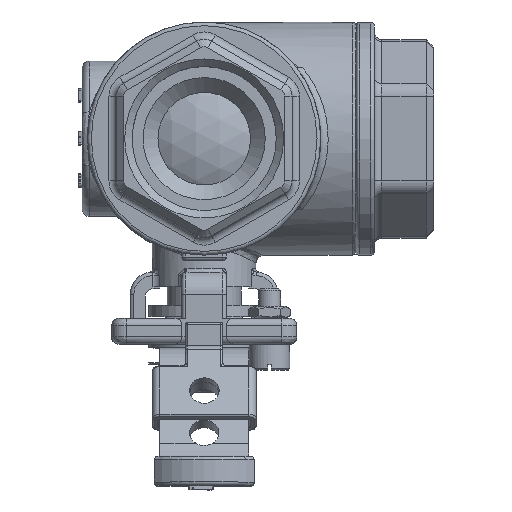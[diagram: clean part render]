
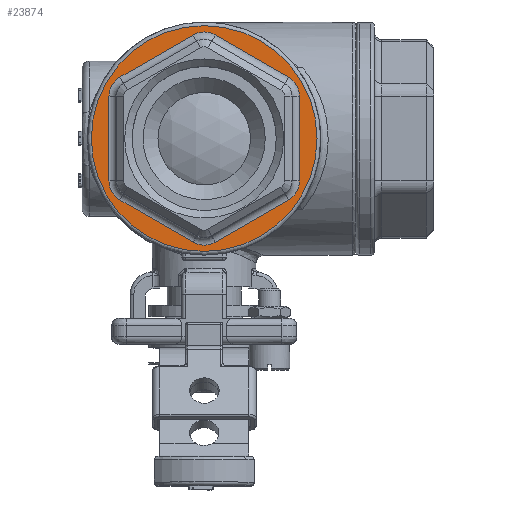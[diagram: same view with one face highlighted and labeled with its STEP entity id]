
A CAD part, top view. The second image highlights one B-rep face of the part: STEP entity #23874.
In plain terms, the highlighted planar face has unit normal (0, 0, 1).
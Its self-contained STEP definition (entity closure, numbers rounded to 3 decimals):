
#3040=LINE('',#44789,#4776);
#3041=LINE('',#44793,#4777);
#3042=LINE('',#44797,#4778);
#3043=LINE('',#44801,#4779);
#3044=LINE('',#44805,#4780);
#3045=LINE('',#44808,#4781);
#4776=VECTOR('',#29471,22.805);
#4777=VECTOR('',#29474,22.805);
#4778=VECTOR('',#29477,22.805);
#4779=VECTOR('',#29480,22.805);
#4780=VECTOR('',#29483,22.805);
#4781=VECTOR('',#29486,22.805);
#5350=FACE_BOUND('',#8543,.T.);
#5871=PLANE('',#25215);
#7084=FACE_OUTER_BOUND('',#8542,.T.);
#8542=EDGE_LOOP('',(#20626));
#8543=EDGE_LOOP('',(#20627,#20628,#20629,#20630,#20631,#20632,#20633,#20634,
#20635,#20636,#20637,#20638));
#9139=CIRCLE('',#25170,30.5);
#9160=CIRCLE('',#25216,6.);
#9161=CIRCLE('',#25217,6.);
#9162=CIRCLE('',#25218,6.);
#9163=CIRCLE('',#25219,6.);
#9164=CIRCLE('',#25220,6.);
#9165=CIRCLE('',#25221,6.);
#11235=VERTEX_POINT('',#44677);
#11268=VERTEX_POINT('',#44785);
#11269=VERTEX_POINT('',#44786);
#11270=VERTEX_POINT('',#44788);
#11271=VERTEX_POINT('',#44790);
#11272=VERTEX_POINT('',#44792);
#11273=VERTEX_POINT('',#44794);
#11274=VERTEX_POINT('',#44796);
#11275=VERTEX_POINT('',#44798);
#11276=VERTEX_POINT('',#44800);
#11277=VERTEX_POINT('',#44802);
#11278=VERTEX_POINT('',#44804);
#11279=VERTEX_POINT('',#44806);
#14371=EDGE_CURVE('',#11235,#11235,#9139,.T.);
#14421=EDGE_CURVE('',#11268,#11269,#9160,.T.);
#14422=EDGE_CURVE('',#11270,#11268,#3040,.T.);
#14423=EDGE_CURVE('',#11271,#11270,#9161,.T.);
#14424=EDGE_CURVE('',#11272,#11271,#3041,.T.);
#14425=EDGE_CURVE('',#11273,#11272,#9162,.T.);
#14426=EDGE_CURVE('',#11274,#11273,#3042,.T.);
#14427=EDGE_CURVE('',#11275,#11274,#9163,.T.);
#14428=EDGE_CURVE('',#11276,#11275,#3043,.T.);
#14429=EDGE_CURVE('',#11277,#11276,#9164,.T.);
#14430=EDGE_CURVE('',#11278,#11277,#3044,.T.);
#14431=EDGE_CURVE('',#11279,#11278,#9165,.T.);
#14432=EDGE_CURVE('',#11269,#11279,#3045,.T.);
#20626=ORIENTED_EDGE('',*,*,#14371,.F.);
#20627=ORIENTED_EDGE('',*,*,#14421,.F.);
#20628=ORIENTED_EDGE('',*,*,#14422,.F.);
#20629=ORIENTED_EDGE('',*,*,#14423,.F.);
#20630=ORIENTED_EDGE('',*,*,#14424,.F.);
#20631=ORIENTED_EDGE('',*,*,#14425,.F.);
#20632=ORIENTED_EDGE('',*,*,#14426,.F.);
#20633=ORIENTED_EDGE('',*,*,#14427,.F.);
#20634=ORIENTED_EDGE('',*,*,#14428,.F.);
#20635=ORIENTED_EDGE('',*,*,#14429,.F.);
#20636=ORIENTED_EDGE('',*,*,#14430,.F.);
#20637=ORIENTED_EDGE('',*,*,#14431,.F.);
#20638=ORIENTED_EDGE('',*,*,#14432,.F.);
#23874=ADVANCED_FACE('',(#7084,#5350),#5871,.T.);
#25170=AXIS2_PLACEMENT_3D('',#44678,#29348,#29349);
#25215=AXIS2_PLACEMENT_3D('',#44784,#29467,#29468);
#25216=AXIS2_PLACEMENT_3D('',#44787,#29469,#29470);
#25217=AXIS2_PLACEMENT_3D('',#44791,#29472,#29473);
#25218=AXIS2_PLACEMENT_3D('',#44795,#29475,#29476);
#25219=AXIS2_PLACEMENT_3D('',#44799,#29478,#29479);
#25220=AXIS2_PLACEMENT_3D('',#44803,#29481,#29482);
#25221=AXIS2_PLACEMENT_3D('',#44807,#29484,#29485);
#29348=DIRECTION('center_axis',(0.,0.,-1.));
#29349=DIRECTION('ref_axis',(-0.866,0.5,0.));
#29467=DIRECTION('center_axis',(0.,0.,1.));
#29468=DIRECTION('ref_axis',(0.866,-0.5,0.));
#29469=DIRECTION('center_axis',(0.,0.,1.));
#29470=DIRECTION('ref_axis',(-0.866,-0.5,0.));
#29471=DIRECTION('',(0.,-1.,0.));
#29472=DIRECTION('center_axis',(0.,0.,1.));
#29473=DIRECTION('ref_axis',(-0.866,0.5,0.));
#29474=DIRECTION('',(-0.866,-0.5,0.));
#29475=DIRECTION('center_axis',(0.,0.,1.));
#29476=DIRECTION('ref_axis',(0.,1.,0.));
#29477=DIRECTION('',(-0.866,0.5,0.));
#29478=DIRECTION('center_axis',(0.,0.,1.));
#29479=DIRECTION('ref_axis',(0.866,0.5,0.));
#29480=DIRECTION('',(0.,1.,0.));
#29481=DIRECTION('center_axis',(0.,0.,1.));
#29482=DIRECTION('ref_axis',(0.866,-0.5,0.));
#29483=DIRECTION('',(0.866,0.5,0.));
#29484=DIRECTION('center_axis',(0.,0.,1.));
#29485=DIRECTION('ref_axis',(0.,-1.,0.));
#29486=DIRECTION('',(0.866,-0.5,0.));
#44677=CARTESIAN_POINT('',(26.414,-15.25,87.));
#44678=CARTESIAN_POINT('Origin',(0.,0.,
87.));
#44784=CARTESIAN_POINT('Origin',(0.,0.,
87.));
#44785=CARTESIAN_POINT('',(-25.75,-11.403,87.));
#44786=CARTESIAN_POINT('',(-22.75,-16.599,87.));
#44787=CARTESIAN_POINT('Origin',(-19.75,-11.403,87.));
#44788=CARTESIAN_POINT('',(-25.75,11.403,87.));
#44789=CARTESIAN_POINT('',(-25.75,5.701,87.));
#44790=CARTESIAN_POINT('',(-22.75,16.599,87.));
#44791=CARTESIAN_POINT('Origin',(-19.75,11.403,87.));
#44792=CARTESIAN_POINT('',(-3.,28.001,87.));
#44793=CARTESIAN_POINT('',(-7.937,25.151,87.));
#44794=CARTESIAN_POINT('',(3.,28.001,87.));
#44795=CARTESIAN_POINT('Origin',(0.,22.805,87.));
#44796=CARTESIAN_POINT('',(22.75,16.599,87.));
#44797=CARTESIAN_POINT('',(17.813,19.449,87.));
#44798=CARTESIAN_POINT('',(25.75,11.403,87.));
#44799=CARTESIAN_POINT('Origin',(19.75,11.403,87.));
#44800=CARTESIAN_POINT('',(25.75,-11.403,87.));
#44801=CARTESIAN_POINT('',(25.75,-5.701,87.));
#44802=CARTESIAN_POINT('',(22.75,-16.599,87.));
#44803=CARTESIAN_POINT('Origin',(19.75,-11.403,87.));
#44804=CARTESIAN_POINT('',(3.,-28.001,87.));
#44805=CARTESIAN_POINT('',(7.938,-25.151,87.));
#44806=CARTESIAN_POINT('',(-3.,-28.001,87.));
#44807=CARTESIAN_POINT('Origin',(0.,-22.805,
87.));
#44808=CARTESIAN_POINT('',(-17.813,-19.449,87.));
